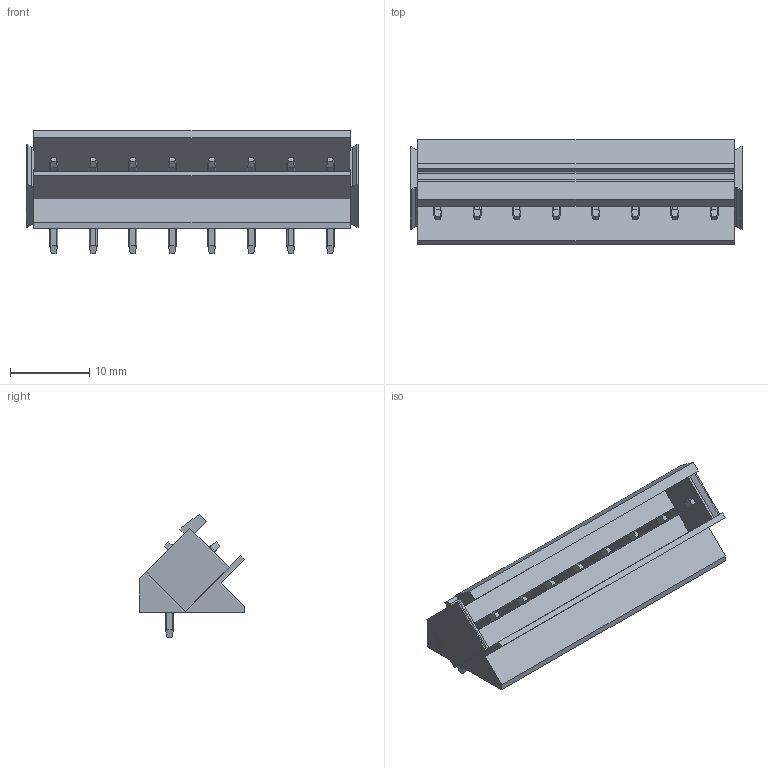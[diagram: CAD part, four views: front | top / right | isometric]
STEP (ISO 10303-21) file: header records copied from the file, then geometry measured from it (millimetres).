
FILE_DESCRIPTION(('CATIA V5 STEP Exchange','CAx-IF Rec.Pracs.--- Model Styling and Organization---1.2---2011-12-15'),'2;1');
FILE_NAME ('D1453873_0_1630540000_1630540000.stp','2018-10-13T03:12:02+00:00',('none'),('Weidmueller'),'CATIA Version 5-6 Release 2014','CATIA V5 STEP AP214','none');
FILE_SCHEMA(('AUTOMOTIVE_DESIGN { 1 0 10303 214 1 1 1 1 }'));
Length unit declared in the file: millimetre
Products named in the file (1): 1630540000
Bounding box: 42 x 13.3 x 15.63 mm (x, y, z)
Volume: 2487.7 mm3; surface area: 3462.9 mm2
Topology: 9 solids, 9 shells, 346 faces, 916 edges, 588 vertices
Faces by surface type: plane 216, cylinder 130
Entity records: 12346 total; most frequent: CARTESIAN_POINT 4560, ORIENTED_EDGE 1832, DIRECTION 1202, EDGE_CURVE 916, VECTOR 656, LINE 656, VERTEX_POINT 588, EDGE_LOOP 362
